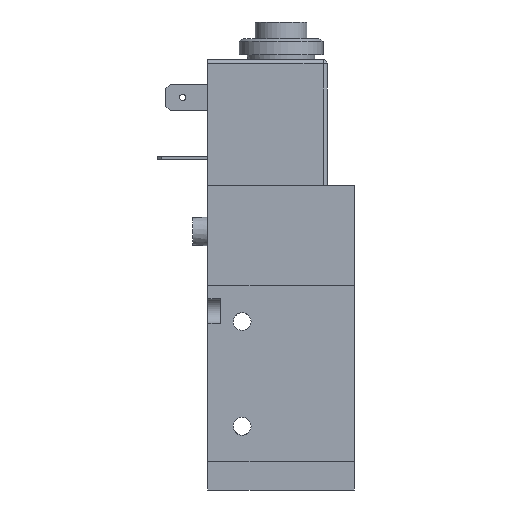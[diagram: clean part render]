
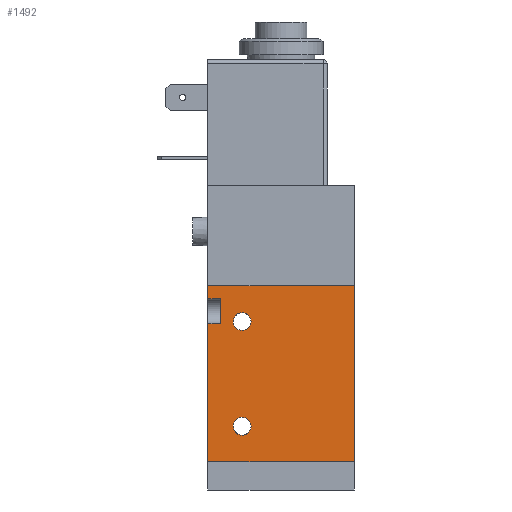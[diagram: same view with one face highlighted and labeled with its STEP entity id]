
A CAD part, front view. The second image highlights one B-rep face of the part: STEP entity #1492.
In plain terms, the highlighted planar face has unit normal (0, -1, 0).
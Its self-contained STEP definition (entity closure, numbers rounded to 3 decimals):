
#112=CARTESIAN_POINT('',(-17.5,-11.,-21.0));
#113=VERTEX_POINT('',#112);
#114=CARTESIAN_POINT('',(17.5,-11.,-21.0));
#115=VERTEX_POINT('',#114);
#116=CARTESIAN_POINT('',(-17.5,-11.,-21.0));
#117=DIRECTION('',(1.0,0.0,0.0));
#118=VECTOR('',#117,35.);
#119=LINE('',#116,#118);
#120=EDGE_CURVE('',#113,#115,#119,.T.);
#632=CARTESIAN_POINT('',(-17.5,-11.,21.0));
#633=VERTEX_POINT('',#632);
#640=CARTESIAN_POINT('',(17.5,-11.,21.0));
#641=VERTEX_POINT('',#640);
#642=CARTESIAN_POINT('',(17.5,-11.,21.0));
#643=DIRECTION('',(-1.0,0.0,0.0));
#644=VECTOR('',#643,35.);
#645=LINE('',#642,#644);
#646=EDGE_CURVE('',#641,#633,#645,.T.);
#896=CARTESIAN_POINT('',(-14.5,-11.0,12.));
#897=VERTEX_POINT('',#896);
#898=CARTESIAN_POINT('',(-17.5,-11.0,12.));
#899=VERTEX_POINT('',#898);
#900=CARTESIAN_POINT('',(-14.5,-11.,12.));
#901=DIRECTION('',(-1.0,0.0,0.0));
#902=VECTOR('',#901,3.);
#903=LINE('',#900,#902);
#904=EDGE_CURVE('',#897,#899,#903,.T.);
#936=CARTESIAN_POINT('',(-17.5,-11.0,18.));
#937=VERTEX_POINT('',#936);
#938=CARTESIAN_POINT('',(-14.5,-11.0,18.));
#939=VERTEX_POINT('',#938);
#940=CARTESIAN_POINT('',(-17.5,-11.0,18.));
#941=DIRECTION('',(1.0,0.0,0.0));
#942=VECTOR('',#941,3.);
#943=LINE('',#940,#942);
#944=EDGE_CURVE('',#937,#939,#943,.T.);
#1000=CARTESIAN_POINT('',(-14.5,-11.0,18.));
#1001=DIRECTION('',(0.0,0.0,-1.0));
#1002=VECTOR('',#1001,6.0);
#1003=LINE('',#1000,#1002);
#1004=EDGE_CURVE('',#939,#897,#1003,.T.);
#1038=CARTESIAN_POINT('',(-17.5,-11.0,12.));
#1039=DIRECTION('',(0.0,0.0,-1.0));
#1040=VECTOR('',#1039,33.);
#1041=LINE('',#1038,#1040);
#1042=EDGE_CURVE('',#899,#113,#1041,.T.);
#1047=CARTESIAN_POINT('',(-17.5,-11.0,21.0));
#1048=DIRECTION('',(0.0,0.0,-1.0));
#1049=VECTOR('',#1048,3.);
#1050=LINE('',#1047,#1049);
#1051=EDGE_CURVE('',#633,#937,#1050,.T.);
#1231=CARTESIAN_POINT('',(-7.175,-11.,-12.5));
#1232=VERTEX_POINT('',#1231);
#1233=CARTESIAN_POINT('',(-9.3,-11.,-12.5));
#1234=DIRECTION('',(0.0,1.0,0.0));
#1235=DIRECTION('',(-1.0,0.0,0.0));
#1236=AXIS2_PLACEMENT_3D('',#1233,#1234,#1235);
#1237=CIRCLE('',#1236,2.125);
#1238=EDGE_CURVE('',#1232,#1232,#1237,.T.);
#1262=CARTESIAN_POINT('',(-7.175,-11.,12.5));
#1263=VERTEX_POINT('',#1262);
#1264=CARTESIAN_POINT('',(-9.3,-11.,12.5));
#1265=DIRECTION('',(0.0,1.0,0.0));
#1266=DIRECTION('',(-1.0,0.0,0.0));
#1267=AXIS2_PLACEMENT_3D('',#1264,#1265,#1266);
#1268=CIRCLE('',#1267,2.125);
#1269=EDGE_CURVE('',#1263,#1263,#1268,.T.);
#1443=CARTESIAN_POINT('',(17.5,-11.,21.0));
#1444=DIRECTION('',(0.0,0.0,-1.0));
#1445=VECTOR('',#1444,42.0);
#1446=LINE('',#1443,#1445);
#1447=EDGE_CURVE('',#641,#115,#1446,.T.);
#1471=CARTESIAN_POINT('',(17.5,-11.,0.0));
#1472=DIRECTION('',(0.0,-1.0,0.0));
#1473=DIRECTION('',(0.0,0.0,-1.0));
#1474=AXIS2_PLACEMENT_3D('',#1471,#1472,#1473);
#1475=PLANE('',#1474);
#1476=ORIENTED_EDGE('',*,*,#904,.T.);
#1477=ORIENTED_EDGE('',*,*,#1042,.T.);
#1478=ORIENTED_EDGE('',*,*,#120,.T.);
#1479=ORIENTED_EDGE('',*,*,#1447,.F.);
#1480=ORIENTED_EDGE('',*,*,#646,.T.);
#1481=ORIENTED_EDGE('',*,*,#1051,.T.);
#1482=ORIENTED_EDGE('',*,*,#944,.T.);
#1483=ORIENTED_EDGE('',*,*,#1004,.T.);
#1484=EDGE_LOOP('',(#1476,#1477,#1478,#1479,#1480,#1481,#1482,#1483));
#1485=FACE_OUTER_BOUND('',#1484,.T.);
#1486=ORIENTED_EDGE('',*,*,#1238,.T.);
#1487=EDGE_LOOP('',(#1486));
#1488=FACE_BOUND('',#1487,.T.);
#1489=ORIENTED_EDGE('',*,*,#1269,.T.);
#1490=EDGE_LOOP('',(#1489));
#1491=FACE_BOUND('',#1490,.T.);
#1492=ADVANCED_FACE('',(#1485,#1488,#1491),#1475,.T.);
